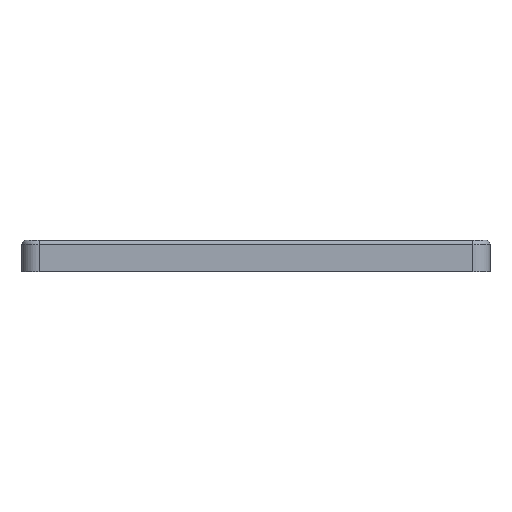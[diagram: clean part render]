
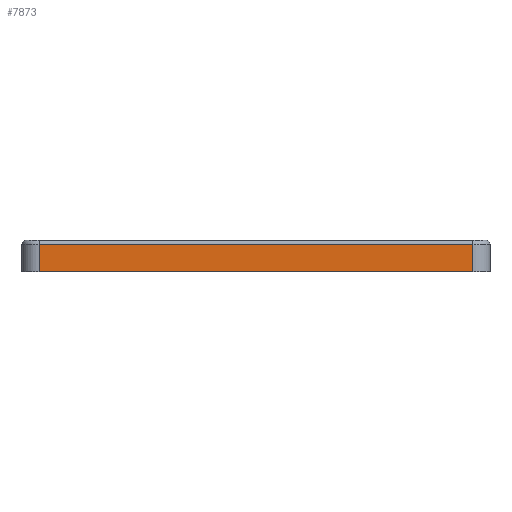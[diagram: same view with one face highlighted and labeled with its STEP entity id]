
A CAD part, left-side view. The second image highlights one B-rep face of the part: STEP entity #7873.
In plain terms, the highlighted planar face has unit normal (-1, 0, 0).
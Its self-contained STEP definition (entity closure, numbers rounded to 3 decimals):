
#7834=CARTESIAN_POINT('',(-4788.789,-536.088,210.989));
#7835=DIRECTION('',(1.,0.,-0.));
#7836=DIRECTION('',(0.,-1.,0.));
#7837=AXIS2_PLACEMENT_3D('',#7834,#7835,#7836);
#7838=PLANE('',#7837);
#7839=CARTESIAN_POINT('',(-4788.789,-697.888,212.489));
#7840=VERTEX_POINT('',#7839);
#7841=CARTESIAN_POINT('',(-4788.789,-496.089,212.489));
#7842=VERTEX_POINT('',#7841);
#7843=CARTESIAN_POINT('',(-4788.789,-697.888,212.489));
#7844=DIRECTION('',(-0.,1.,-0.));
#7845=VECTOR('',#7844,201.799);
#7846=LINE('',#7843,#7845);
#7847=EDGE_CURVE('',#7840,#7842,#7846,.T.);
#7848=ORIENTED_EDGE('',*,*,#7847,.T.);
#7849=CARTESIAN_POINT('',(-4788.789,-496.089,199.789));
#7850=VERTEX_POINT('',#7849);
#7851=CARTESIAN_POINT('',(-4788.789,-496.089,212.489));
#7852=DIRECTION('',(-0.,-0.,-1.));
#7853=VECTOR('',#7852,12.7);
#7854=LINE('',#7851,#7853);
#7855=EDGE_CURVE('',#7842,#7850,#7854,.T.);
#7856=ORIENTED_EDGE('',*,*,#7855,.T.);
#7857=CARTESIAN_POINT('',(-4788.789,-697.888,199.789));
#7858=VERTEX_POINT('',#7857);
#7859=CARTESIAN_POINT('',(-4788.789,-496.089,199.789));
#7860=DIRECTION('',(-0.,-1.,-0.));
#7861=VECTOR('',#7860,201.799);
#7862=LINE('',#7859,#7861);
#7863=EDGE_CURVE('',#7850,#7858,#7862,.T.);
#7864=ORIENTED_EDGE('',*,*,#7863,.T.);
#7865=CARTESIAN_POINT('',(-4788.789,-697.888,199.789));
#7866=DIRECTION('',(0.,-0.,1.));
#7867=VECTOR('',#7866,12.7);
#7868=LINE('',#7865,#7867);
#7869=EDGE_CURVE('',#7858,#7840,#7868,.T.);
#7870=ORIENTED_EDGE('',*,*,#7869,.T.);
#7871=EDGE_LOOP('',(#7848,#7856,#7864,#7870));
#7872=FACE_BOUND('',#7871,.T.);
#7873=ADVANCED_FACE('',(#7872),#7838,.F.);
